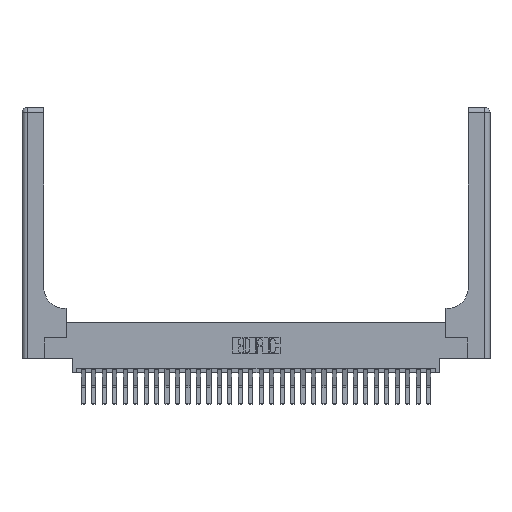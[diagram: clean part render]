
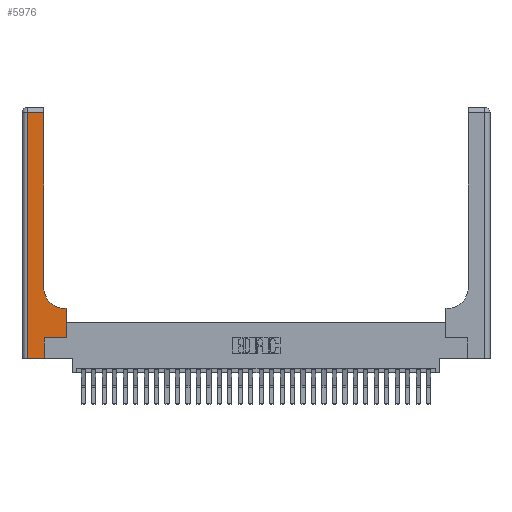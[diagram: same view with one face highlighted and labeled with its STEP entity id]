
A CAD part, top view. The second image highlights one B-rep face of the part: STEP entity #5976.
In plain terms, the highlighted planar face has unit normal (0, 0, 1).
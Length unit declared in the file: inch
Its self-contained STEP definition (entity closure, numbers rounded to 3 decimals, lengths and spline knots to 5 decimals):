
#26 = LINE ( 'NONE', #9147, #4707 ) ;
#254 = VECTOR ( 'NONE', #15881, 39.37008 ) ;
#267 = CARTESIAN_POINT ( 'NONE',  ( 0., 3., 0.37 ) ) ;
#594 = EDGE_CURVE ( 'NONE', #2522, #13710, #19723, .T. ) ;
#1827 = AXIS2_PLACEMENT_3D ( 'NONE', #3605, #21864, #17003 ) ;
#2034 = CARTESIAN_POINT ( 'NONE',  ( 0.51, 0.6, 0.37 ) ) ;
#2522 = VERTEX_POINT ( 'NONE', #21776 ) ;
#2838 = VERTEX_POINT ( 'NONE', #5260 ) ;
#3605 = CARTESIAN_POINT ( 'NONE',  ( 0.51, 0.85, 0.37 ) ) ;
#4158 = DIRECTION ( 'NONE',  ( 0., 1., 0. ) ) ;
#4500 = DIRECTION ( 'NONE',  ( 0., -1., 0. ) ) ;
#4554 = FACE_OUTER_BOUND ( 'NONE', #11026, .T. ) ;
#4707 = VECTOR ( 'NONE', #4158, 39.37008 ) ;
#4819 = VERTEX_POINT ( 'NONE', #15375 ) ;
#5002 = EDGE_CURVE ( 'NONE', #2838, #19147, #22887, .T. ) ;
#5260 = CARTESIAN_POINT ( 'NONE',  ( 0.265, 0.25, 0.37 ) ) ;
#5875 = EDGE_CURVE ( 'NONE', #18829, #2522, #13825, .T. ) ;
#5976 = ADVANCED_FACE ( 'NONE', ( #4554 ), #13527, .F. ) ;
#6300 = VERTEX_POINT ( 'NONE', #16887 ) ;
#6697 = EDGE_CURVE ( 'NONE', #15323, #18829, #13617, .T. ) ;
#8170 = CARTESIAN_POINT ( 'NONE',  ( 0.26, 0.85, 0.37 ) ) ;
#9001 = LINE ( 'NONE', #22279, #18174 ) ;
#9147 = CARTESIAN_POINT ( 'NONE',  ( 0.265, 0., 0.37 ) ) ;
#9740 = ORIENTED_EDGE ( 'NONE', *, *, #22517, .T. ) ;
#10367 = ORIENTED_EDGE ( 'NONE', *, *, #6697, .T. ) ;
#11020 = DIRECTION ( 'NONE',  ( -1., 0., 0. ) ) ;
#11026 = EDGE_LOOP ( 'NONE', ( #21957, #21360, #25666, #26376, #9740, #25026, #26437, #14145, #10367 ) ) ;
#11049 = CARTESIAN_POINT ( 'NONE',  ( 0.528, 0.6, 0.37 ) ) ;
#11916 = VECTOR ( 'NONE', #26599, 39.37008 ) ;
#13235 = LINE ( 'NONE', #28562, #23228 ) ;
#13526 = VERTEX_POINT ( 'NONE', #11049 ) ;
#13527 = PLANE ( 'NONE',  #21187 ) ;
#13617 = CIRCLE ( 'NONE', #1827, 0.25 ) ;
#13710 = VERTEX_POINT ( 'NONE', #20483 ) ;
#13825 = LINE ( 'NONE', #20024, #22133 ) ;
#14145 = ORIENTED_EDGE ( 'NONE', *, *, #27329, .T. ) ;
#15267 = EDGE_CURVE ( 'NONE', #19147, #13526, #13235, .T. ) ;
#15323 = VERTEX_POINT ( 'NONE', #2034 ) ;
#15375 = CARTESIAN_POINT ( 'NONE',  ( 0.265, 0., 0.37 ) ) ;
#15881 = DIRECTION ( 'NONE',  ( -1., 0., 0. ) ) ;
#16240 = DIRECTION ( 'NONE',  ( 1., 0., 0. ) ) ;
#16887 = CARTESIAN_POINT ( 'NONE',  ( 0.06, 0., 0.37 ) ) ;
#17003 = DIRECTION ( 'NONE',  ( 1., 0., 0. ) ) ;
#17343 = DIRECTION ( 'NONE',  ( 0., 1., 0. ) ) ;
#18174 = VECTOR ( 'NONE', #28918, 39.37008 ) ;
#18829 = VERTEX_POINT ( 'NONE', #8170 ) ;
#19147 = VERTEX_POINT ( 'NONE', #27178 ) ;
#19521 = VECTOR ( 'NONE', #16240, 39.37008 ) ;
#19723 = LINE ( 'NONE', #28870, #254 ) ;
#20024 = CARTESIAN_POINT ( 'NONE',  ( 0.26, 3., 0.37 ) ) ;
#20483 = CARTESIAN_POINT ( 'NONE',  ( 0.06, 2.94, 0.37 ) ) ;
#20965 = CARTESIAN_POINT ( 'NONE',  ( 0.265, 0.25, 0.37 ) ) ;
#21187 = AXIS2_PLACEMENT_3D ( 'NONE', #267, #22516, #11020 ) ;
#21360 = ORIENTED_EDGE ( 'NONE', *, *, #594, .T. ) ;
#21776 = CARTESIAN_POINT ( 'NONE',  ( 0.26, 2.94, 0.37 ) ) ;
#21864 = DIRECTION ( 'NONE',  ( 0., 0., -1. ) ) ;
#21957 = ORIENTED_EDGE ( 'NONE', *, *, #5875, .T. ) ;
#22060 = EDGE_CURVE ( 'NONE', #13710, #6300, #24826, .T. ) ;
#22133 = VECTOR ( 'NONE', #26958, 39.37008 ) ;
#22279 = CARTESIAN_POINT ( 'NONE',  ( 0.26, 0.6, 0.37 ) ) ;
#22516 = DIRECTION ( 'NONE',  ( 0., 0., -1. ) ) ;
#22517 = EDGE_CURVE ( 'NONE', #4819, #2838, #26, .T. ) ;
#22887 = LINE ( 'NONE', #20965, #19521 ) ;
#23228 = VECTOR ( 'NONE', #17343, 39.37008 ) ;
#24232 = CARTESIAN_POINT ( 'NONE',  ( 0., 0., 0.37 ) ) ;
#24686 = CARTESIAN_POINT ( 'NONE',  ( 0.06, 3., 0.37 ) ) ;
#24826 = LINE ( 'NONE', #24686, #27732 ) ;
#25026 = ORIENTED_EDGE ( 'NONE', *, *, #5002, .T. ) ;
#25666 = ORIENTED_EDGE ( 'NONE', *, *, #22060, .T. ) ;
#26376 = ORIENTED_EDGE ( 'NONE', *, *, #26828, .T. ) ;
#26437 = ORIENTED_EDGE ( 'NONE', *, *, #15267, .T. ) ;
#26599 = DIRECTION ( 'NONE',  ( 1., 0., 0. ) ) ;
#26828 = EDGE_CURVE ( 'NONE', #6300, #4819, #28805, .T. ) ;
#26958 = DIRECTION ( 'NONE',  ( 0., 1., 0. ) ) ;
#27178 = CARTESIAN_POINT ( 'NONE',  ( 0.528, 0.25, 0.37 ) ) ;
#27329 = EDGE_CURVE ( 'NONE', #13526, #15323, #9001, .T. ) ;
#27732 = VECTOR ( 'NONE', #4500, 39.37008 ) ;
#28562 = CARTESIAN_POINT ( 'NONE',  ( 0.528, 0.25, 0.37 ) ) ;
#28805 = LINE ( 'NONE', #24232, #11916 ) ;
#28870 = CARTESIAN_POINT ( 'NONE',  ( 0., 2.94, 0.37 ) ) ;
#28918 = DIRECTION ( 'NONE',  ( -1., 0., 0. ) ) ;
